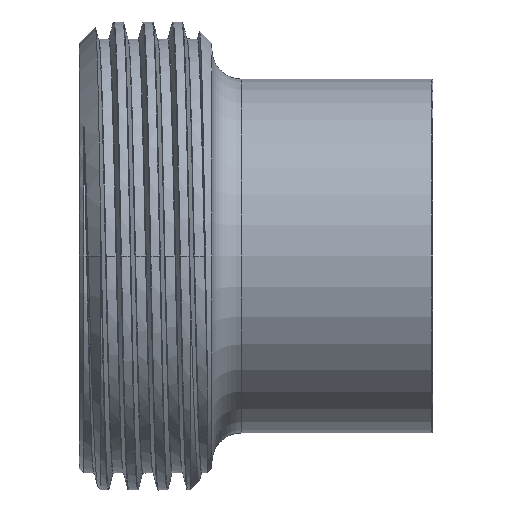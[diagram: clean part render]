
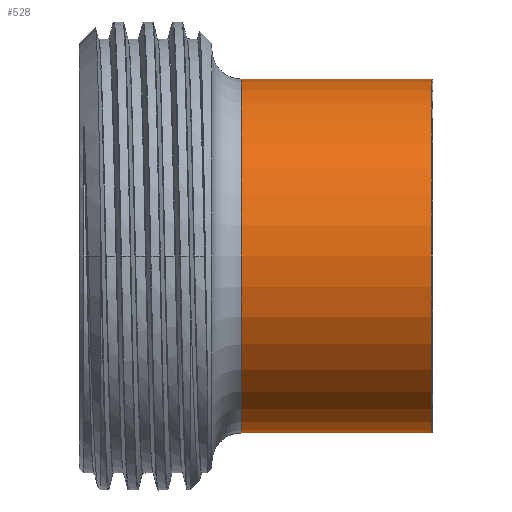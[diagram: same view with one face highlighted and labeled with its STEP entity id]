
A CAD part, front view. The second image highlights one B-rep face of the part: STEP entity #528.
In plain terms, the highlighted cylindrical face has radius 19.05 mm (diameter 38.1 mm), a full revolution.
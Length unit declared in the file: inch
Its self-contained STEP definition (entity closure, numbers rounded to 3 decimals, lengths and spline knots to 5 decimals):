
#53=FACE_OUTER_BOUND('',#82,.T.);
#82=EDGE_LOOP('',(#445,#446,#447,#448,#449,#450,#451,#452));
#104=CIRCLE('',#580,0.75);
#105=CIRCLE('',#581,0.75);
#106=CIRCLE('',#582,0.75);
#110=CIRCLE('',#588,0.75);
#111=CIRCLE('',#589,0.75);
#112=CIRCLE('',#590,0.75);
#173=LINE('',#3536,#187);
#187=VECTOR('',#685,0.75);
#231=VERTEX_POINT('',#3521);
#232=VERTEX_POINT('',#3523);
#233=VERTEX_POINT('',#3525);
#236=VERTEX_POINT('',#3535);
#237=VERTEX_POINT('',#3537);
#238=VERTEX_POINT('',#3539);
#308=EDGE_CURVE('',#231,#232,#104,.T.);
#309=EDGE_CURVE('',#232,#233,#105,.T.);
#310=EDGE_CURVE('',#233,#231,#106,.T.);
#314=EDGE_CURVE('',#232,#236,#173,.T.);
#315=EDGE_CURVE('',#236,#237,#110,.T.);
#316=EDGE_CURVE('',#237,#238,#111,.T.);
#317=EDGE_CURVE('',#238,#236,#112,.T.);
#445=ORIENTED_EDGE('',*,*,#310,.F.);
#446=ORIENTED_EDGE('',*,*,#309,.F.);
#447=ORIENTED_EDGE('',*,*,#314,.T.);
#448=ORIENTED_EDGE('',*,*,#315,.T.);
#449=ORIENTED_EDGE('',*,*,#316,.T.);
#450=ORIENTED_EDGE('',*,*,#317,.T.);
#451=ORIENTED_EDGE('',*,*,#314,.F.);
#452=ORIENTED_EDGE('',*,*,#308,.F.);
#506=CYLINDRICAL_SURFACE('',#587,0.75);
#528=ADVANCED_FACE('',(#53),#506,.T.);
#580=AXIS2_PLACEMENT_3D('',#3524,#669,#670);
#581=AXIS2_PLACEMENT_3D('',#3526,#671,#672);
#582=AXIS2_PLACEMENT_3D('',#3527,#673,#674);
#587=AXIS2_PLACEMENT_3D('',#3534,#683,#684);
#588=AXIS2_PLACEMENT_3D('',#3538,#686,#687);
#589=AXIS2_PLACEMENT_3D('',#3540,#688,#689);
#590=AXIS2_PLACEMENT_3D('',#3541,#690,#691);
#669=DIRECTION('center_axis',(1.,0.,0.));
#670=DIRECTION('ref_axis',(0.,-1.,0.));
#671=DIRECTION('center_axis',(1.,0.,0.));
#672=DIRECTION('ref_axis',(0.,-1.,0.));
#673=DIRECTION('center_axis',(1.,0.,0.));
#674=DIRECTION('ref_axis',(0.,-1.,0.));
#683=DIRECTION('center_axis',(1.,0.,0.));
#684=DIRECTION('ref_axis',(0.,1.,0.));
#685=DIRECTION('',(-1.,0.,0.));
#686=DIRECTION('center_axis',(1.,0.,0.));
#687=DIRECTION('ref_axis',(0.,1.,0.));
#688=DIRECTION('center_axis',(1.,0.,0.));
#689=DIRECTION('ref_axis',(0.,1.,0.));
#690=DIRECTION('center_axis',(1.,0.,0.));
#691=DIRECTION('ref_axis',(0.,1.,0.));
#3521=CARTESIAN_POINT('',(1.495,0.,0.75));
#3523=CARTESIAN_POINT('',(1.495,-0.75,0.));
#3524=CARTESIAN_POINT('Origin',(1.495,0.,0.));
#3525=CARTESIAN_POINT('',(1.495,0.75,0.));
#3526=CARTESIAN_POINT('Origin',(1.495,0.,0.));
#3527=CARTESIAN_POINT('Origin',(1.495,0.,0.));
#3534=CARTESIAN_POINT('Origin',(1.094,0.,0.));
#3535=CARTESIAN_POINT('',(0.688,-0.75,0.));
#3536=CARTESIAN_POINT('',(1.094,-0.75,0.));
#3537=CARTESIAN_POINT('',(0.688,0.75,0.));
#3538=CARTESIAN_POINT('Origin',(0.688,0.,0.));
#3539=CARTESIAN_POINT('',(0.688,0.,0.75));
#3540=CARTESIAN_POINT('Origin',(0.688,0.,0.));
#3541=CARTESIAN_POINT('Origin',(0.688,0.,0.));
